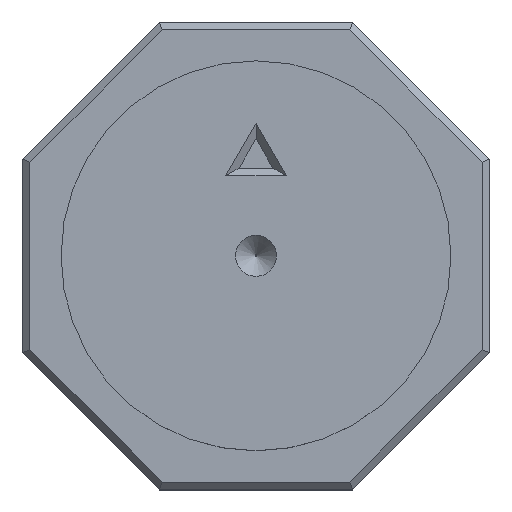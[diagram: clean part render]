
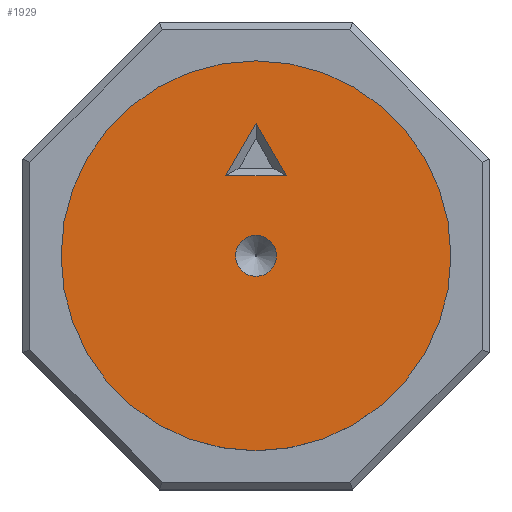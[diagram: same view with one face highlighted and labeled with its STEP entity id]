
A CAD part, top view. The second image highlights one B-rep face of the part: STEP entity #1929.
In plain terms, the highlighted planar face has unit normal (0, 0, 1).
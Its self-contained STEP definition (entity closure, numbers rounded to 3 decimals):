
#1876=CARTESIAN_POINT('',(-5.,-25.,12.8));
#1877=DIRECTION('',(-0.,0.,-1.));
#1878=DIRECTION('',(-1.,0.,0.));
#1879=AXIS2_PLACEMENT_3D('',#1876,#1877,#1878);
#1880=PLANE('',#1879);
#1881=CARTESIAN_POINT('',(1.559,-20.9,12.8));
#1882=VERTEX_POINT('',#1881);
#1883=CARTESIAN_POINT('',(-1.559,-20.9,12.8));
#1884=VERTEX_POINT('',#1883);
#1885=CARTESIAN_POINT('',(1.559,-20.9,12.8));
#1886=DIRECTION('',(-1.,0.,0.));
#1887=VECTOR('',#1886,3.118);
#1888=LINE('',#1885,#1887);
#1889=EDGE_CURVE('',#1882,#1884,#1888,.T.);
#1890=ORIENTED_EDGE('',*,*,#1889,.T.);
#1891=CARTESIAN_POINT('',(0.,-18.2,12.8));
#1892=VERTEX_POINT('',#1891);
#1893=CARTESIAN_POINT('',(-1.559,-20.9,12.8));
#1894=DIRECTION('',(0.5,0.866,-0.));
#1895=VECTOR('',#1894,3.118);
#1896=LINE('',#1893,#1895);
#1897=EDGE_CURVE('',#1884,#1892,#1896,.T.);
#1898=ORIENTED_EDGE('',*,*,#1897,.T.);
#1899=CARTESIAN_POINT('',(0.,-18.2,12.8));
#1900=DIRECTION('',(0.5,-0.866,-0.));
#1901=VECTOR('',#1900,3.118);
#1902=LINE('',#1899,#1901);
#1903=EDGE_CURVE('',#1892,#1882,#1902,.T.);
#1904=ORIENTED_EDGE('',*,*,#1903,.T.);
#1905=EDGE_LOOP('',(#1890,#1898,#1904));
#1906=FACE_BOUND('',#1905,.T.);
#1907=CARTESIAN_POINT('',(1.05,-25.,12.8));
#1908=VERTEX_POINT('',#1907);
#1909=CARTESIAN_POINT('',(0.,-25.,12.8));
#1910=DIRECTION('',(0.,0.,1.));
#1911=DIRECTION('',(1.,0.,-0.));
#1912=AXIS2_PLACEMENT_3D('',#1909,#1910,#1911);
#1913=CIRCLE('',#1912,1.05);
#1914=EDGE_CURVE('',#1908,#1908,#1913,.T.);
#1915=ORIENTED_EDGE('',*,*,#1914,.F.);
#1916=EDGE_LOOP('',(#1915));
#1917=FACE_BOUND('',#1916,.T.);
#1918=CARTESIAN_POINT('',(-10.,-25.,12.8));
#1919=VERTEX_POINT('',#1918);
#1920=CARTESIAN_POINT('',(0.,-25.,12.8));
#1921=DIRECTION('',(-0.,0.,-1.));
#1922=DIRECTION('',(-1.,0.,0.));
#1923=AXIS2_PLACEMENT_3D('',#1920,#1921,#1922);
#1924=CIRCLE('',#1923,10.);
#1925=EDGE_CURVE('',#1919,#1919,#1924,.T.);
#1926=ORIENTED_EDGE('',*,*,#1925,.F.);
#1927=EDGE_LOOP('',(#1926));
#1928=FACE_BOUND('',#1927,.T.);
#1929=ADVANCED_FACE('',(#1906,#1917,#1928),#1880,.F.);
